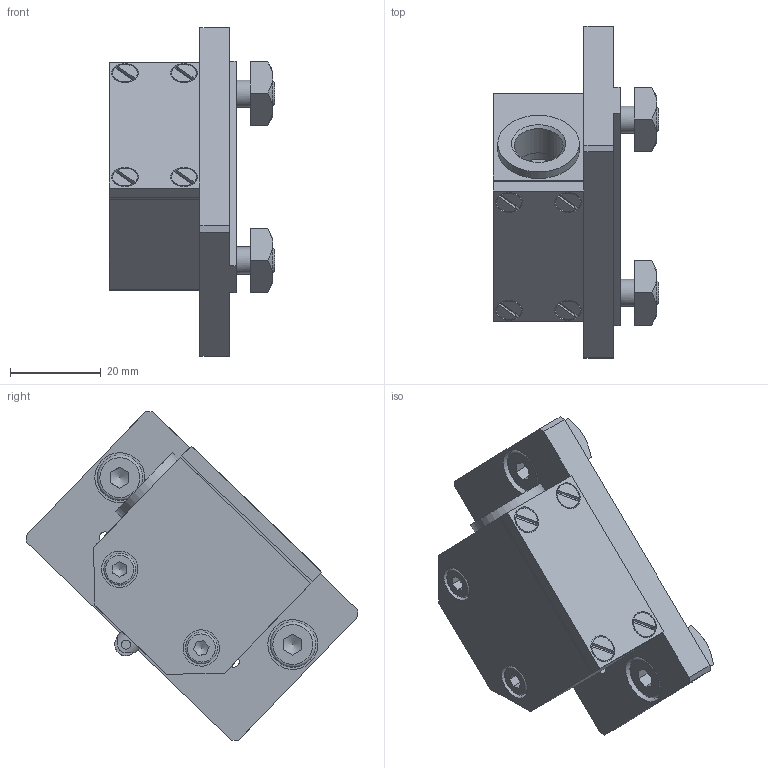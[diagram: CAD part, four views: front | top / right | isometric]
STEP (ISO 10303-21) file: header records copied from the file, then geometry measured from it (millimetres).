
FILE_DESCRIPTION(/* description */ (''),/* implementation_level */ '2;1');
FILE_NAME(/* name */ 'CAD_47826.stp',/* time_stamp */ '2016-05-07T11:49:37+02:00',/* author */ ('Hypex'),/* organization */ ('Hypex'),/* preprocessor_version */ 'ST-DEVELOPER v16.1',/* originating_system */ 'Autodesk Inventor 2016',/* authorisation */ '');
FILE_SCHEMA (('AUTOMOTIVE_DESIGN { 1 0 10303 214 3 1 1 }'));
Length unit declared in the file: millimetre
Products named in the file (1): CAD_47826
Bounding box: 36.5 x 73.17 x 72.53 mm (x, y, z)
Volume: 47704.5 mm3; surface area: 14178.9 mm2
Topology: 1 solids, 3 shells, 212 faces, 493 edges, 321 vertices
Faces by surface type: plane 126, cylinder 49, cone 28, torus 8, bspline 1
Full cylindrical faces by diameter (mm): 2 x4, 2.459 x4, 3.242 x2, 4 x2, 4.3 x2, 6 x6, 6.2 x2, 7 x2, 8 x4, 10 x2, 10.79 x1, 10.8 x1, 11 x2, 18 x1
Entity records: 5606 total; most frequent: CARTESIAN_POINT 1142, DIRECTION 890, ORIENTED_EDGE 800, EDGE_CURVE 400, AXIS2_PLACEMENT_3D 345, EDGE_LOOP 313, VERTEX_POINT 291, FACE_OUTER_BOUND 208
